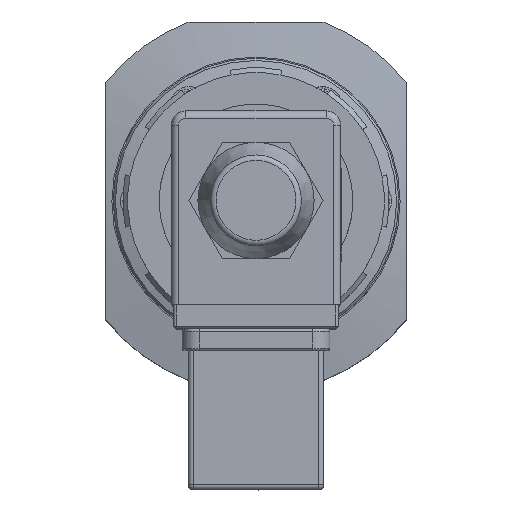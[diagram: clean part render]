
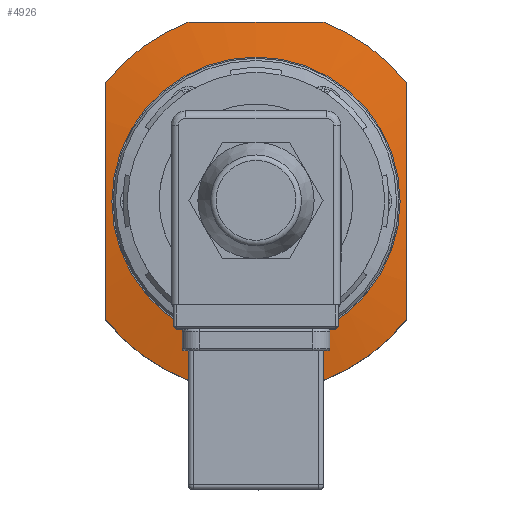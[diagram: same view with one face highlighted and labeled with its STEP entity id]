
A CAD part, top view. The second image highlights one B-rep face of the part: STEP entity #4926.
In plain terms, the highlighted conical face has half-angle 80 degrees and reference radius 37.357 mm.
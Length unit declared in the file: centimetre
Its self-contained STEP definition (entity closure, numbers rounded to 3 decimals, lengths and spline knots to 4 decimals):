
#48=CONICAL_SURFACE('',#5293,3.7357,80.);
#115=(
BOUNDED_CURVE()
B_SPLINE_CURVE(2,(#7570,#7571,#7572),.UNSPECIFIED.,.F.,.F.)
B_SPLINE_CURVE_WITH_KNOTS((3,3),(0.621,5.9114),
 .UNSPECIFIED.)
CURVE()
GEOMETRIC_REPRESENTATION_ITEM()
RATIONAL_B_SPLINE_CURVE((1.077,1.373,1.077))
REPRESENTATION_ITEM('')
);
#116=(
BOUNDED_CURVE()
B_SPLINE_CURVE(2,(#7587,#7588,#7589),.UNSPECIFIED.,.F.,.F.)
B_SPLINE_CURVE_WITH_KNOTS((3,3),(0.621,5.9114),
 .UNSPECIFIED.)
CURVE()
GEOMETRIC_REPRESENTATION_ITEM()
RATIONAL_B_SPLINE_CURVE((1.077,1.373,1.077))
REPRESENTATION_ITEM('')
);
#117=(
BOUNDED_CURVE()
B_SPLINE_CURVE(2,(#7605,#7606,#7607),.UNSPECIFIED.,.F.,.F.)
B_SPLINE_CURVE_WITH_KNOTS((3,3),(1.0748,4.0426),
 .UNSPECIFIED.)
CURVE()
GEOMETRIC_REPRESENTATION_ITEM()
RATIONAL_B_SPLINE_CURVE((1.071,1.144,1.071))
REPRESENTATION_ITEM('')
);
#118=(
BOUNDED_CURVE()
B_SPLINE_CURVE(2,(#7608,#7609,#7610),.UNSPECIFIED.,.F.,.F.)
B_SPLINE_CURVE_WITH_KNOTS((3,3),(1.0748,4.0426),
 .UNSPECIFIED.)
CURVE()
GEOMETRIC_REPRESENTATION_ITEM()
RATIONAL_B_SPLINE_CURVE((1.071,1.144,1.071))
REPRESENTATION_ITEM('')
);
#898=FACE_BOUND('',#1394,.T.);
#1080=FACE_OUTER_BOUND('',#1393,.T.);
#1393=EDGE_LOOP('',(#3343,#3344,#3345,#3346,#3347,#3348,#3349,#3350));
#1394=EDGE_LOOP('',(#3351));
#1765=CIRCLE('',#5282,3.95);
#1766=CIRCLE('',#5284,3.95);
#1767=CIRCLE('',#5287,3.95);
#1768=CIRCLE('',#5289,3.95);
#1770=CIRCLE('',#5292,2.975);
#2085=VERTEX_POINT('',#7568);
#2086=VERTEX_POINT('',#7569);
#2087=VERTEX_POINT('',#7576);
#2088=VERTEX_POINT('',#7580);
#2089=VERTEX_POINT('',#7581);
#2090=VERTEX_POINT('',#7586);
#2091=VERTEX_POINT('',#7592);
#2092=VERTEX_POINT('',#7596);
#2094=VERTEX_POINT('',#7602);
#2557=EDGE_CURVE('',#2085,#2086,#115,.T.);
#2560=EDGE_CURVE('',#2087,#2085,#1765,.T.);
#2562=EDGE_CURVE('',#2088,#2089,#1766,.T.);
#2565=EDGE_CURVE('',#2090,#2088,#116,.T.);
#2567=EDGE_CURVE('',#2091,#2090,#1767,.T.);
#2569=EDGE_CURVE('',#2086,#2092,#1768,.T.);
#2572=EDGE_CURVE('',#2094,#2094,#1770,.T.);
#2573=EDGE_CURVE('',#2092,#2091,#117,.T.);
#2574=EDGE_CURVE('',#2089,#2087,#118,.T.);
#3343=ORIENTED_EDGE('',*,*,#2562,.F.);
#3344=ORIENTED_EDGE('',*,*,#2565,.F.);
#3345=ORIENTED_EDGE('',*,*,#2567,.F.);
#3346=ORIENTED_EDGE('',*,*,#2573,.F.);
#3347=ORIENTED_EDGE('',*,*,#2569,.F.);
#3348=ORIENTED_EDGE('',*,*,#2557,.F.);
#3349=ORIENTED_EDGE('',*,*,#2560,.F.);
#3350=ORIENTED_EDGE('',*,*,#2574,.F.);
#3351=ORIENTED_EDGE('',*,*,#2572,.T.);
#4926=ADVANCED_FACE('',(#1080,#898),#48,.T.);
#5282=AXIS2_PLACEMENT_3D('',#7577,#6041,#6042);
#5284=AXIS2_PLACEMENT_3D('',#7582,#6046,#6047);
#5287=AXIS2_PLACEMENT_3D('',#7593,#6055,#6056);
#5289=AXIS2_PLACEMENT_3D('',#7597,#6060,#6061);
#5292=AXIS2_PLACEMENT_3D('',#7603,#6067,#6068);
#5293=AXIS2_PLACEMENT_3D('',#7604,#6069,#6070);
#6041=DIRECTION('center_axis',(0.,0.,-1.));
#6042=DIRECTION('ref_axis',(-0.785,-0.62,0.));
#6046=DIRECTION('center_axis',(0.,0.,-1.));
#6047=DIRECTION('ref_axis',(0.35,-0.937,0.));
#6055=DIRECTION('center_axis',(0.,0.,-1.));
#6056=DIRECTION('ref_axis',(0.785,0.62,0.));
#6060=DIRECTION('center_axis',(0.,0.,-1.));
#6061=DIRECTION('ref_axis',(-0.35,0.937,0.));
#6067=DIRECTION('center_axis',(0.,0.,-1.));
#6068=DIRECTION('ref_axis',(0.,1.,0.));
#6069=DIRECTION('center_axis',(0.,0.,-1.));
#6070=DIRECTION('ref_axis',(0.,1.,0.));
#7568=CARTESIAN_POINT('',(3.1,2.448,3.0781));
#7569=CARTESIAN_POINT('',(3.1,-2.448,3.0781));
#7570=CARTESIAN_POINT('Ctrl Pts',(3.1,2.448,3.0781));
#7571=CARTESIAN_POINT('Ctrl Pts',(3.1,0.,3.3456));
#7572=CARTESIAN_POINT('Ctrl Pts',(3.1,-2.448,3.0781));
#7576=CARTESIAN_POINT('',(1.3829,3.7,3.0781));
#7577=CARTESIAN_POINT('Origin',(0.,0.,3.0781));
#7580=CARTESIAN_POINT('',(-3.1,2.448,3.0781));
#7581=CARTESIAN_POINT('',(-1.3829,3.7,3.0781));
#7582=CARTESIAN_POINT('Origin',(0.,0.,3.0781));
#7586=CARTESIAN_POINT('',(-3.1,-2.448,3.0781));
#7587=CARTESIAN_POINT('Ctrl Pts',(-3.1,-2.448,3.0781));
#7588=CARTESIAN_POINT('Ctrl Pts',(-3.1,0.,3.3456));
#7589=CARTESIAN_POINT('Ctrl Pts',(-3.1,2.448,3.0781));
#7592=CARTESIAN_POINT('',(-1.3829,-3.7,3.0781));
#7593=CARTESIAN_POINT('Origin',(0.,0.,3.0781));
#7596=CARTESIAN_POINT('',(1.3829,-3.7,3.0781));
#7597=CARTESIAN_POINT('Origin',(0.,0.,3.0781));
#7602=CARTESIAN_POINT('',(0.,2.975,3.25));
#7603=CARTESIAN_POINT('Origin',(0.,0.,3.25));
#7604=CARTESIAN_POINT('Origin',(0.,0.,3.1159));
#7605=CARTESIAN_POINT('Ctrl Pts',(1.3829,-3.7,3.0781));
#7606=CARTESIAN_POINT('Ctrl Pts',(0.,-3.7,3.1635));
#7607=CARTESIAN_POINT('Ctrl Pts',(-1.3829,-3.7,3.0781));
#7608=CARTESIAN_POINT('Ctrl Pts',(-1.3829,3.7,3.0781));
#7609=CARTESIAN_POINT('Ctrl Pts',(0.,3.7,3.1635));
#7610=CARTESIAN_POINT('Ctrl Pts',(1.3829,3.7,3.0781));
